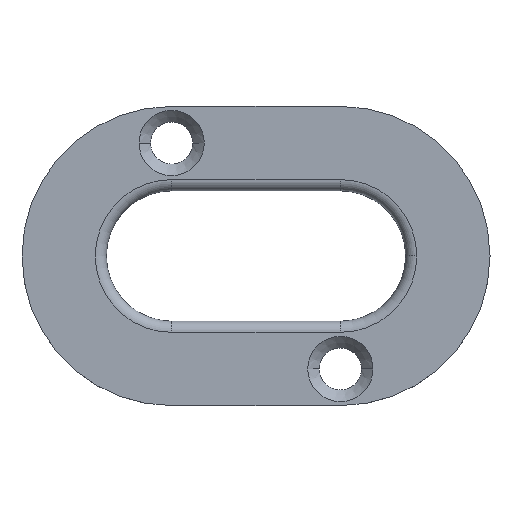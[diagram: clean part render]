
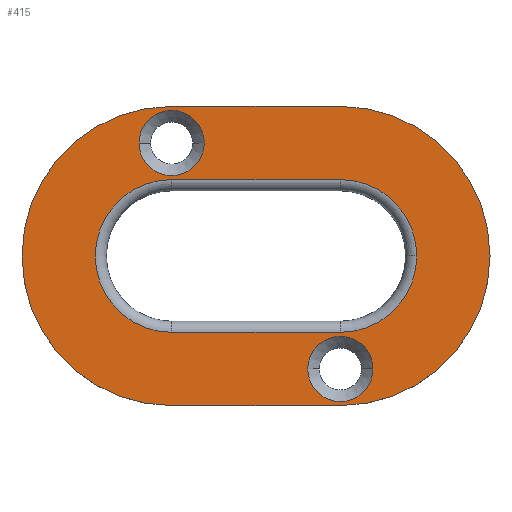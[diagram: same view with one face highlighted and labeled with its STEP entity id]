
A CAD part, top view. The second image highlights one B-rep face of the part: STEP entity #415.
In plain terms, the highlighted planar face has unit normal (0, 0, 1).
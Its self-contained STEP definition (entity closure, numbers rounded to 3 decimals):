
#7 = DIRECTION ( 'NONE',  ( 1., 0., 0. ) ) ;
#11 = CARTESIAN_POINT ( 'NONE',  ( 11., 9.95, 10. ) ) ;
#13 = VERTEX_POINT ( 'NONE', #1028 ) ;
#19 = CARTESIAN_POINT ( 'NONE',  ( -11., -19.5, 10. ) ) ;
#75 = VERTEX_POINT ( 'NONE', #1004 ) ;
#80 = EDGE_CURVE ( 'NONE', #13, #207, #524, .T. ) ;
#81 = CARTESIAN_POINT ( 'NONE',  ( -11., 14.725, 10. ) ) ;
#84 = AXIS2_PLACEMENT_3D ( 'NONE', #373, #1060, #718 ) ;
#88 = AXIS2_PLACEMENT_3D ( 'NONE', #669, #846, #939 ) ;
#95 = CARTESIAN_POINT ( 'NONE',  ( 6.75, -14.725, 10. ) ) ;
#101 = AXIS2_PLACEMENT_3D ( 'NONE', #941, #307, #998 ) ;
#108 = ORIENTED_EDGE ( 'NONE', *, *, #278, .T. ) ;
#132 = LINE ( 'NONE', #205, #652 ) ;
#137 = FACE_BOUND ( 'NONE', #751, .T. ) ;
#145 = FACE_BOUND ( 'NONE', #656, .T. ) ;
#156 = CIRCLE ( 'NONE', #101, 19.5 ) ;
#189 = VERTEX_POINT ( 'NONE', #11 ) ;
#193 = CARTESIAN_POINT ( 'NONE',  ( -6.75, 14.725, 10. ) ) ;
#199 = DIRECTION ( 'NONE',  ( 0., 0., -1. ) ) ;
#205 = CARTESIAN_POINT ( 'NONE',  ( -11., 9.95, 10. ) ) ;
#207 = VERTEX_POINT ( 'NONE', #95 ) ;
#215 = LINE ( 'NONE', #1096, #818 ) ;
#237 = DIRECTION ( 'NONE',  ( 0., 0., -1. ) ) ;
#246 = CARTESIAN_POINT ( 'NONE',  ( -11., 0., 10. ) ) ;
#277 = CIRCLE ( 'NONE', #88, 4.25 ) ;
#278 = EDGE_CURVE ( 'NONE', #680, #453, #967, .T. ) ;
#287 = DIRECTION ( 'NONE',  ( 0., 0., -1. ) ) ;
#298 = DIRECTION ( 'NONE',  ( -1., 0., 0. ) ) ;
#307 = DIRECTION ( 'NONE',  ( 0., 0., 1. ) ) ;
#308 = CIRCLE ( 'NONE', #632, 4.25 ) ;
#309 = EDGE_CURVE ( 'NONE', #453, #1080, #536, .T. ) ;
#310 = CARTESIAN_POINT ( 'NONE',  ( 11., -14.725, 10. ) ) ;
#320 = EDGE_CURVE ( 'NONE', #667, #661, #1065, .T. ) ;
#333 = CARTESIAN_POINT ( 'NONE',  ( -30.5, 0., 10. ) ) ;
#342 = VERTEX_POINT ( 'NONE', #193 ) ;
#356 = ORIENTED_EDGE ( 'NONE', *, *, #954, .T. ) ;
#363 = CARTESIAN_POINT ( 'NONE',  ( -11., -9.95, 10. ) ) ;
#368 = DIRECTION ( 'NONE',  ( 1., 0., 0. ) ) ;
#370 = ORIENTED_EDGE ( 'NONE', *, *, #494, .T. ) ;
#373 = CARTESIAN_POINT ( 'NONE',  ( 11., 0., 10. ) ) ;
#386 = FACE_BOUND ( 'NONE', #1062, .T. ) ;
#415 = ADVANCED_FACE ( 'NONE', ( #137, #145, #386, #935 ), #767, .T. ) ;
#438 = EDGE_CURVE ( 'NONE', #1119, #75, #215, .T. ) ;
#445 = ORIENTED_EDGE ( 'NONE', *, *, #1032, .T. ) ;
#450 = EDGE_CURVE ( 'NONE', #661, #1119, #156, .T. ) ;
#453 = VERTEX_POINT ( 'NONE', #698 ) ;
#454 = DIRECTION ( 'NONE',  ( 1., 0., 0. ) ) ;
#457 = CIRCLE ( 'NONE', #938, 19.5 ) ;
#485 = DIRECTION ( 'NONE',  ( 0., 0., -1. ) ) ;
#494 = EDGE_CURVE ( 'NONE', #207, #13, #308, .T. ) ;
#516 = VERTEX_POINT ( 'NONE', #333 ) ;
#518 = DIRECTION ( 'NONE',  ( 0., 0., -1. ) ) ;
#524 = CIRCLE ( 'NONE', #782, 4.25 ) ;
#531 = DIRECTION ( 'NONE',  ( 1., 0., 0. ) ) ;
#536 = LINE ( 'NONE', #644, #687 ) ;
#538 = CARTESIAN_POINT ( 'NONE',  ( 11., 19.5, 10. ) ) ;
#547 = CARTESIAN_POINT ( 'NONE',  ( 20.95, 0., 10. ) ) ;
#551 = DIRECTION ( 'NONE',  ( 0., 0., 1. ) ) ;
#553 = ORIENTED_EDGE ( 'NONE', *, *, #438, .T. ) ;
#556 = CARTESIAN_POINT ( 'NONE',  ( -15.25, 14.725, 10. ) ) ;
#574 = CIRCLE ( 'NONE', #944, 19.5 ) ;
#576 = CARTESIAN_POINT ( 'NONE',  ( -11., 0., 10. ) ) ;
#602 = DIRECTION ( 'NONE',  ( 0., 0., 1. ) ) ;
#612 = CIRCLE ( 'NONE', #762, 4.25 ) ;
#619 = ORIENTED_EDGE ( 'NONE', *, *, #309, .T. ) ;
#628 = ORIENTED_EDGE ( 'NONE', *, *, #450, .T. ) ;
#632 = AXIS2_PLACEMENT_3D ( 'NONE', #683, #518, #531 ) ;
#644 = CARTESIAN_POINT ( 'NONE',  ( -11., -9.95, 10. ) ) ;
#645 = VERTEX_POINT ( 'NONE', #556 ) ;
#651 = EDGE_CURVE ( 'NONE', #516, #667, #574, .T. ) ;
#652 = VECTOR ( 'NONE', #657, 1000. ) ;
#656 = EDGE_LOOP ( 'NONE', ( #356, #937 ) ) ;
#657 = DIRECTION ( 'NONE',  ( 1., 0., 0. ) ) ;
#658 = EDGE_CURVE ( 'NONE', #189, #680, #739, .T. ) ;
#661 = VERTEX_POINT ( 'NONE', #982 ) ;
#667 = VERTEX_POINT ( 'NONE', #19 ) ;
#669 = CARTESIAN_POINT ( 'NONE',  ( -11., 14.725, 10. ) ) ;
#680 = VERTEX_POINT ( 'NONE', #547 ) ;
#683 = CARTESIAN_POINT ( 'NONE',  ( 11., -14.725, 10. ) ) ;
#687 = VECTOR ( 'NONE', #817, 1000. ) ;
#698 = CARTESIAN_POINT ( 'NONE',  ( 11., -9.95, 10. ) ) ;
#701 = VERTEX_POINT ( 'NONE', #908 ) ;
#705 = CIRCLE ( 'NONE', #1051, 9.95 ) ;
#718 = DIRECTION ( 'NONE',  ( 1., 0., 0. ) ) ;
#739 = CIRCLE ( 'NONE', #84, 9.95 ) ;
#745 = ORIENTED_EDGE ( 'NONE', *, *, #747, .T. ) ;
#747 = EDGE_CURVE ( 'NONE', #1080, #701, #705, .T. ) ;
#751 = EDGE_LOOP ( 'NONE', ( #934, #370 ) ) ;
#756 = EDGE_LOOP ( 'NONE', ( #445, #1029, #1069, #628, #553 ) ) ;
#760 = DIRECTION ( 'NONE',  ( 1., 0., 0. ) ) ;
#762 = AXIS2_PLACEMENT_3D ( 'NONE', #81, #237, #771 ) ;
#767 = PLANE ( 'NONE',  #964 ) ;
#771 = DIRECTION ( 'NONE',  ( 1., 0., 0. ) ) ;
#782 = AXIS2_PLACEMENT_3D ( 'NONE', #310, #485, #843 ) ;
#794 = ORIENTED_EDGE ( 'NONE', *, *, #658, .T. ) ;
#811 = CARTESIAN_POINT ( 'NONE',  ( 11., 0., 10. ) ) ;
#816 = CARTESIAN_POINT ( 'NONE',  ( -11., 0., 10. ) ) ;
#817 = DIRECTION ( 'NONE',  ( -1., 0., 0. ) ) ;
#818 = VECTOR ( 'NONE', #298, 1000. ) ;
#838 = EDGE_CURVE ( 'NONE', #645, #342, #277, .T. ) ;
#843 = DIRECTION ( 'NONE',  ( 1., 0., 0. ) ) ;
#846 = DIRECTION ( 'NONE',  ( 0., 0., -1. ) ) ;
#853 = EDGE_CURVE ( 'NONE', #701, #189, #132, .T. ) ;
#879 = AXIS2_PLACEMENT_3D ( 'NONE', #811, #287, #368 ) ;
#880 = ORIENTED_EDGE ( 'NONE', *, *, #853, .T. ) ;
#893 = VECTOR ( 'NONE', #992, 1000. ) ;
#908 = CARTESIAN_POINT ( 'NONE',  ( -11., 9.95, 10. ) ) ;
#915 = CARTESIAN_POINT ( 'NONE',  ( -11., -19.5, 10. ) ) ;
#934 = ORIENTED_EDGE ( 'NONE', *, *, #80, .T. ) ;
#935 = FACE_OUTER_BOUND ( 'NONE', #756, .T. ) ;
#937 = ORIENTED_EDGE ( 'NONE', *, *, #838, .T. ) ;
#938 = AXIS2_PLACEMENT_3D ( 'NONE', #246, #602, #7 ) ;
#939 = DIRECTION ( 'NONE',  ( 1., 0., 0. ) ) ;
#941 = CARTESIAN_POINT ( 'NONE',  ( 11., 0., 10. ) ) ;
#944 = AXIS2_PLACEMENT_3D ( 'NONE', #974, #551, #1056 ) ;
#954 = EDGE_CURVE ( 'NONE', #342, #645, #612, .T. ) ;
#964 = AXIS2_PLACEMENT_3D ( 'NONE', #576, #1020, #760 ) ;
#967 = CIRCLE ( 'NONE', #879, 9.95 ) ;
#974 = CARTESIAN_POINT ( 'NONE',  ( -11., 0., 10. ) ) ;
#982 = CARTESIAN_POINT ( 'NONE',  ( 11., -19.5, 10. ) ) ;
#992 = DIRECTION ( 'NONE',  ( 1., 0., 0. ) ) ;
#998 = DIRECTION ( 'NONE',  ( 1., 0., 0. ) ) ;
#1004 = CARTESIAN_POINT ( 'NONE',  ( -11., 19.5, 10. ) ) ;
#1020 = DIRECTION ( 'NONE',  ( 0., 0., 1. ) ) ;
#1028 = CARTESIAN_POINT ( 'NONE',  ( 15.25, -14.725, 10. ) ) ;
#1029 = ORIENTED_EDGE ( 'NONE', *, *, #651, .T. ) ;
#1032 = EDGE_CURVE ( 'NONE', #75, #516, #457, .T. ) ;
#1051 = AXIS2_PLACEMENT_3D ( 'NONE', #816, #199, #454 ) ;
#1056 = DIRECTION ( 'NONE',  ( 1., 0., 0. ) ) ;
#1060 = DIRECTION ( 'NONE',  ( 0., 0., -1. ) ) ;
#1062 = EDGE_LOOP ( 'NONE', ( #745, #880, #794, #108, #619 ) ) ;
#1065 = LINE ( 'NONE', #915, #893 ) ;
#1069 = ORIENTED_EDGE ( 'NONE', *, *, #320, .T. ) ;
#1080 = VERTEX_POINT ( 'NONE', #363 ) ;
#1096 = CARTESIAN_POINT ( 'NONE',  ( 11., 19.5, 10. ) ) ;
#1119 = VERTEX_POINT ( 'NONE', #538 ) ;
